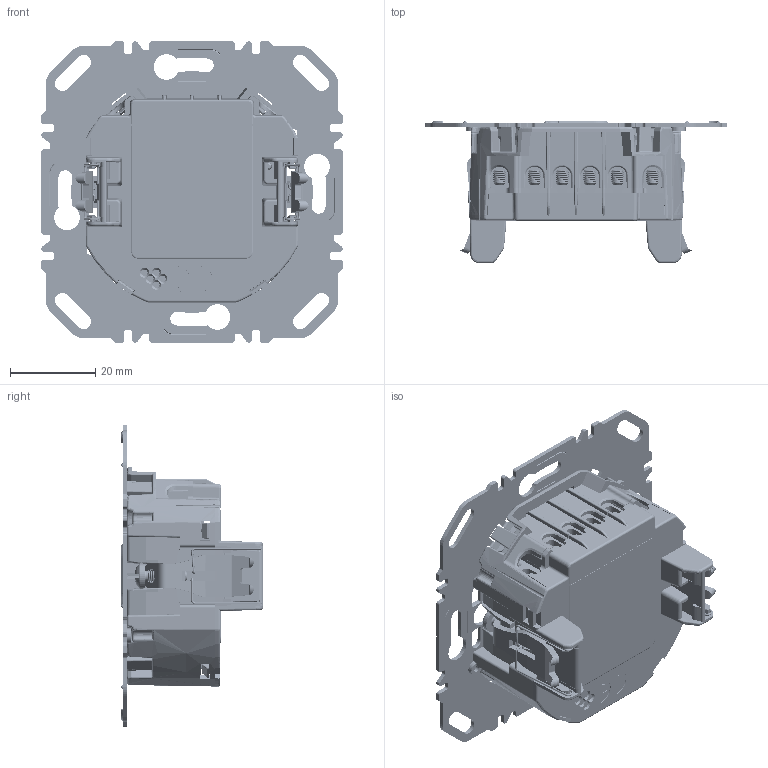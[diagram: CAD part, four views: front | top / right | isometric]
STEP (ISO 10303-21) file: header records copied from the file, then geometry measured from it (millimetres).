
FILE_DESCRIPTION((''),'2;1');
FILE_NAME('WDN2020_ASM','2025-04-16T07:59:26',('weberr1'),(''),'CREO PARAMETRIC BY PTC INC, 2023154','CREO PARAMETRIC BY PTC INC, 2023154','');
FILE_SCHEMA(('CONFIG_CONTROL_DESIGN','SHAPE_APPEARANCE_LAYERS_GROUPS'));
Products named in the file (48): 8473-143-00; 8177-095-X1; 8108-682-X1; 8700-430-XX; 8270-105-00; 8475-083-00; 8570-324-00-POS-01; 3TPCZ0755C; CAPC1005X60; CAPPR350-850X1350; CAPC1608X95; CAPAE680X800; DIOM5227X300; DIOM5336X265_NOMARK; SODFL2818X145; SODFL3618X140; SOD2716X150; SODFL1208X65; RELAY_HONGFA_HF32FA-G-TYPE1; 3TTEZ0178A_BUSH; 3TTEZ0178A_SREW; 3TTEZ0178A_ASM; TERM_SCREW_455X455X735_1P_ASM; CONN_E-TEC_BS2-010-H750-55B; SODFL1208X70; SOT95P230X115-3; SODFL3618X110; INDV500-440X1300_P190-00; INDP3225X170; INDC1608X95; SOIC127P600X175-8_7_NO7_A; RESC1005X40; RESC1608X55; TP_ROUND_120P200; RESC2013X60; RESC5025X90_1W; SOT65P210X110-3; FUSSC3225X180; RESV500-360X900_P190-00; SOT95P280X145-5 ...
Assembly tree (151 placements, depth 6):
  WDN2020_ASM
    8473-143-00
    8177-095-X1
    8108-682-X1
    8700-430-XX  x2
    8270-105-00  x2
    8475-083-00  x2
    8570-324-00-POS-01  x2
    W1R9105_10_ASM
      3TPCZ0755C_ASM
        3TPCZ0755C
        CAPC1005X60  x7
        CAPPR350-850X1350
        CAPC1608X95  x2
        CAPAE680X800
        DIOM5227X300  x2
        DIOM5336X265_NOMARK
        SODFL2818X145
        SODFL3618X140  x3
        SOD2716X150
        SODFL1208X65  x2
        RELAY_HONGFA_HF32FA-G-TYPE1  x2
        TERM_SCREW_455X455X735_1P_ASM  x6
          3TTEZ0178A_ASM
            3TTEZ0178A_BUSH
            3TTEZ0178A_SREW
        CONN_E-TEC_BS2-010-H750-55B
        SODFL1208X70  x4
        SOT95P230X115-3  x2
        SODFL3618X110
        INDV500-440X1300_P190-00
        INDP3225X170
        INDC1608X95
        SOIC127P600X175-8_7_NO7_A
        RESC1005X40  x14
        RESC1608X55  x5
        TP_ROUND_120P200  x45
        RESC2013X60  x7
        RESC5025X90_1W
        SOT65P210X110-3  x3
        FUSSC3225X180
        RESV500-360X900_P190-00
        SOT95P280X145-5  x2
        SOIC127P700X210-4  x2
        NOPACKAGE  x4
        CAPC2013X145  x6
        3TPCZ0755C_COP_TOP
        3TPCZ0755C_COP_BOT
Bounding box: 70.85 x 33.4 x 70.85 mm (x, y, z)
Volume: 26358.7 mm3; surface area: 43830.8 mm2
Topology: 146 solids, 259 shells, 6759 faces, 22154 edges, 15860 vertices
Faces by surface type: plane 4146, cylinder 1459, bspline 523, cone 295, torus 200, sphere 120, extrusion 16
Entity records: 255296 total; most frequent: CARTESIAN_POINT 76126, ORIENTED_EDGE 30036, DIRECTION 25631, EDGE_CURVE 17421, VERTEX_POINT 12810, VECTOR 11561, LINE 11553, PRESENTATION_STYLE_ASSIGNMENT 9511
